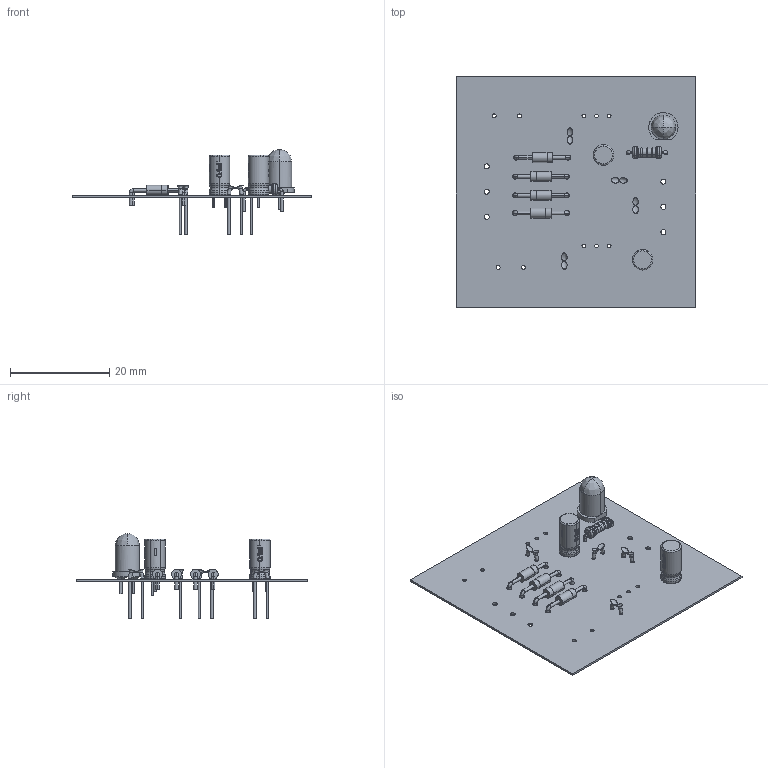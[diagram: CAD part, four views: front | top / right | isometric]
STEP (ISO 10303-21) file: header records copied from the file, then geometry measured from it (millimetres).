
FILE_DESCRIPTION(('Open CASCADE Model'),'2;1');
FILE_NAME('Open CASCADE Shape Model','2022-05-04T09:04:39',('Author'),( 'Open CASCADE'),'Open CASCADE STEP processor 6.8','Open CASCADE 6.8' ,'Unknown');
FILE_SCHEMA(('AUTOMOTIVE_DESIGN { 1 0 10303 214 1 1 1 1 }'));
Length unit declared in the file: millimetre
Products named in the file (20): PCB; Board; Open CASCADE STEP translator 6.8 1.1.1; R1; Resistor_10K_Ohm_tol1pct_0,25W__07,62; C7; 0.1uF; LED1; LED_5mm_white_TH; D4; Diode_(1); D3; D2; D1; C8; 10pF_Ceramic_Disc_2_RGB8421504; C6; C5; C4; C3
Assembly tree (26 placements, depth 3):
  PCB
    Board
      Open CASCADE STEP translator 6.8 1.1.1
    R1
      Resistor_10K_Ohm_tol1pct_0,25W__07,62
    C7
      0.1uF
    LED1
      LED_5mm_white_TH
    D4
      Diode_(1)
    D3
      Diode_(1)
    D2
      Diode_(1)
    D1
      Diode_(1)
    C8
      10pF_Ceramic_Disc_2_RGB8421504
    C6
      10pF_Ceramic_Disc_2_RGB8421504
    C5
      10pF_Ceramic_Disc_2_RGB8421504
    C4
      0.1uF
    C3
      10pF_Ceramic_Disc_2_RGB8421504
Bounding box: 48.13 x 46.35 x 17.07 mm (x, y, z)
Volume: 1227.6 mm3; surface area: 5481.2 mm2
Topology: 22 solids, 25 shells, 401 faces, 1040 edges, 695 vertices
Faces by surface type: cylinder 186, torus 88, plane 57, bspline 40, revolution 22, cone 8
Full cylindrical faces by diameter (mm): 0.5 x8, 0.762 x16, 0.8 x10, 1.016 x14
Entity records: 11065 total; most frequent: CARTESIAN_POINT 4280, DIRECTION 1238, ORIENTED_EDGE 1208, EDGE_CURVE 616, AXIS2_PLACEMENT_3D 536, VERTEX_POINT 407, FACE_BOUND 328, EDGE_LOOP 327
